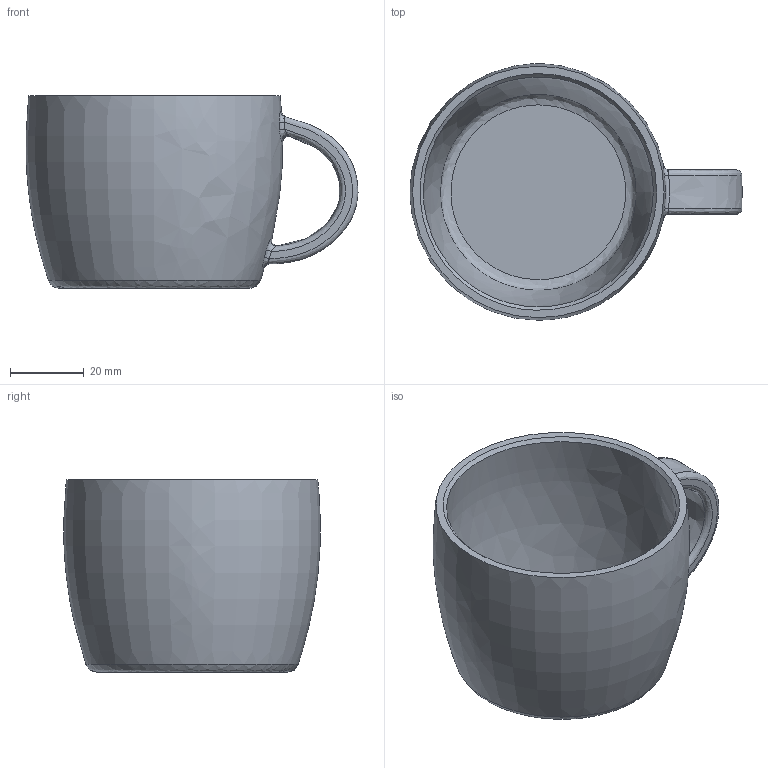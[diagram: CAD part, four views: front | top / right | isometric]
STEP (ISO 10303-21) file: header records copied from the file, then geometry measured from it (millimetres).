
FILE_DESCRIPTION(/* description */ (''),/* implementation_level */ '2;1');
FILE_NAME(/* name */ 'Verkefni 3 v3.step',/* time_stamp */ '2022-04-17T18:55:42+00:00',/* author */ (''),/* organization */ (''),/* preprocessor_version */ 'ST-DEVELOPER v18.1',/* originating_system */ 'Autodesk Translation Framework v10.13.0.1454',/* authorisation */ '');
FILE_SCHEMA (('AUTOMOTIVE_DESIGN { 1 0 10303 214 3 1 1 }'));
Length unit declared in the file: millimetre
Products named in the file (1): Verkefni 3
Bounding box: 89.76 x 69.36 x 52 mm (x, y, z)
Volume: 40527.7 mm3; surface area: 26866.6 mm2
Topology: 1 solids, 1 shells, 32 faces, 74 edges, 43 vertices
Faces by surface type: bspline 27, plane 5
Entity records: 2322 total; most frequent: CARTESIAN_POINT 1744, ORIENTED_EDGE 148, EDGE_CURVE 74, B_SPLINE_CURVE_WITH_KNOTS 51, DIRECTION 51, VERTEX_POINT 43, EDGE_LOOP 33, FACE_OUTER_BOUND 32
